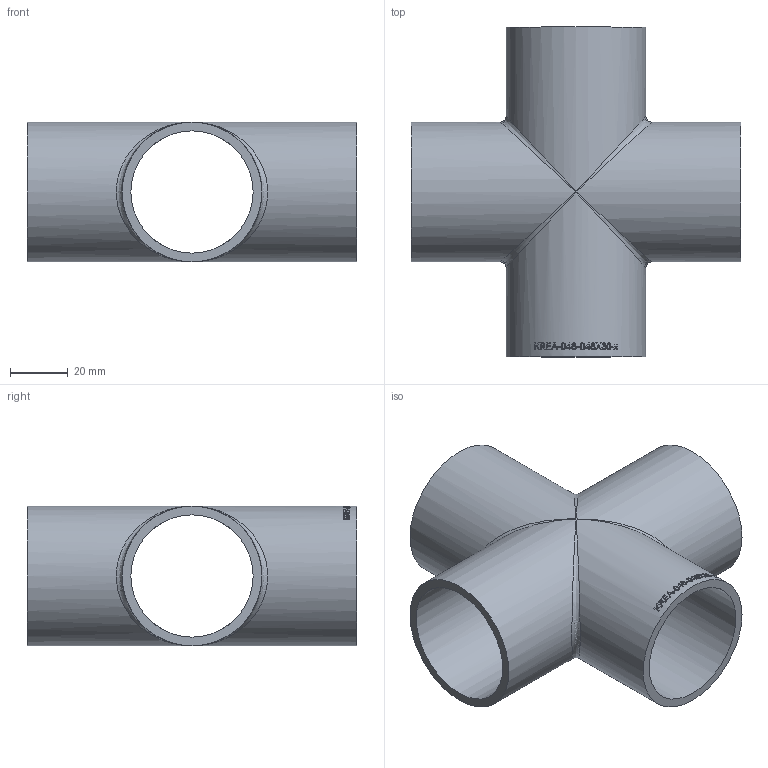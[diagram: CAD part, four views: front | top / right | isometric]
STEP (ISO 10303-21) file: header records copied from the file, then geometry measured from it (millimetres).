
FILE_DESCRIPTION (( 'STEP AP214' ), '1' );
FILE_NAME ('KREA-048-048X30-x Kreuz-Stück 2005.STEP', '2020-05-12T11:13:01', ( '' ), ( '' ), 'SwSTEP 2.0', 'SolidWorks 2019', '' );
FILE_SCHEMA (( 'AUTOMOTIVE_DESIGN' ));
Length unit declared in the file: millimetre
Products named in the file (1): KREA-048-048X30-x Kreuz-Stück 2005
Bounding box: 114 x 114 x 48.3 mm (x, y, z)
Volume: 72220.1 mm3; surface area: 49824.2 mm2
Topology: 1 solids, 1 shells, 254 faces, 669 edges, 426 vertices
Faces by surface type: bspline 137, plane 81, cylinder 36
Full cylindrical faces by diameter (mm): 42.3 x4, 48.3 x4
Entity records: 22797 total; most frequent: CARTESIAN_POINT 15354, ORIENTED_EDGE 1284, EDGE_CURVE 642, DIRECTION 554, VERTEX_POINT 424, B_SPLINE_CURVE_WITH_KNOTS 410, EDGE_LOOP 294, FACE_OUTER_BOUND 262
